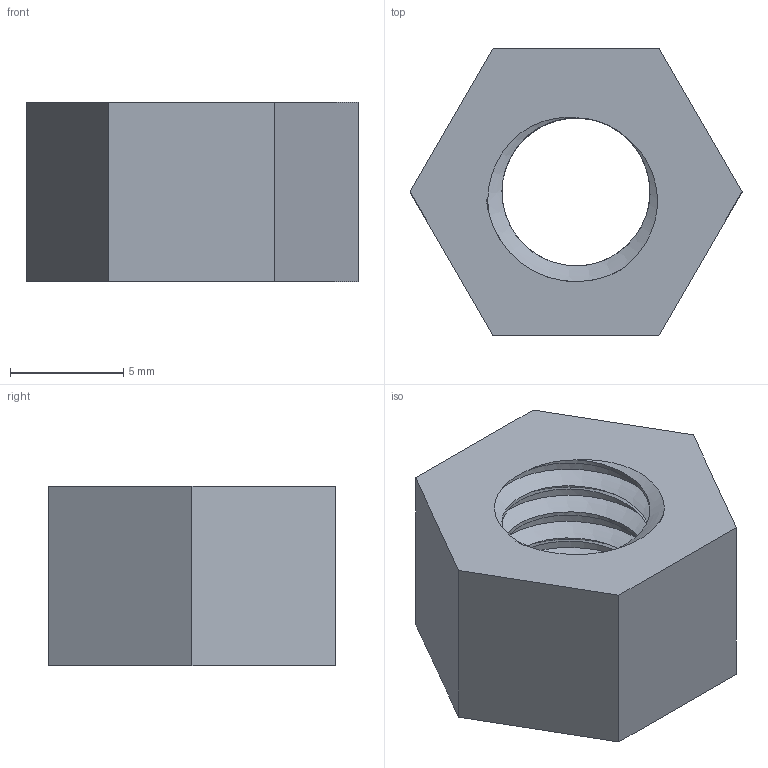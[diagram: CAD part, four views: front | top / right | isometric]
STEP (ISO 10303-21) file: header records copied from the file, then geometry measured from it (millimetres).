
FILE_DESCRIPTION(/* description */ (''),/* implementation_level */ '2;1');
FILE_NAME(/* name */ 'nut.step',/* time_stamp */ '2018-02-10T14:25:33-05:00',/* author */ ('oliver.lewis.art'),/* organization */ (''),/* preprocessor_version */ 'ST-DEVELOPER v16.13',/* originating_system */ 'Autodesk Translation Framework v6.5.0.72',/* authorisation */ '');
FILE_SCHEMA (('AUTOMOTIVE_DESIGN { 1 0 10303 214 3 1 1 }'));
Length unit declared in the file: millimetre
Products named in the file (1): nut
Bounding box: 14.66 x 12.7 x 7.94 mm (x, y, z)
Volume: 856.8 mm3; surface area: 869.5 mm2
Topology: 1 solids, 1 shells, 26 faces, 66 edges, 42 vertices
Faces by surface type: cylinder 16, plane 8, bspline 2
Full cylindrical faces by diameter (mm): 6.54 x7, 7.938 x6
Entity records: 1753 total; most frequent: CARTESIAN_POINT 1151, ORIENTED_EDGE 132, DIRECTION 90, EDGE_CURVE 66, VERTEX_POINT 42, LINE 32, VECTOR 32, B_SPLINE_CURVE_WITH_KNOTS 30
